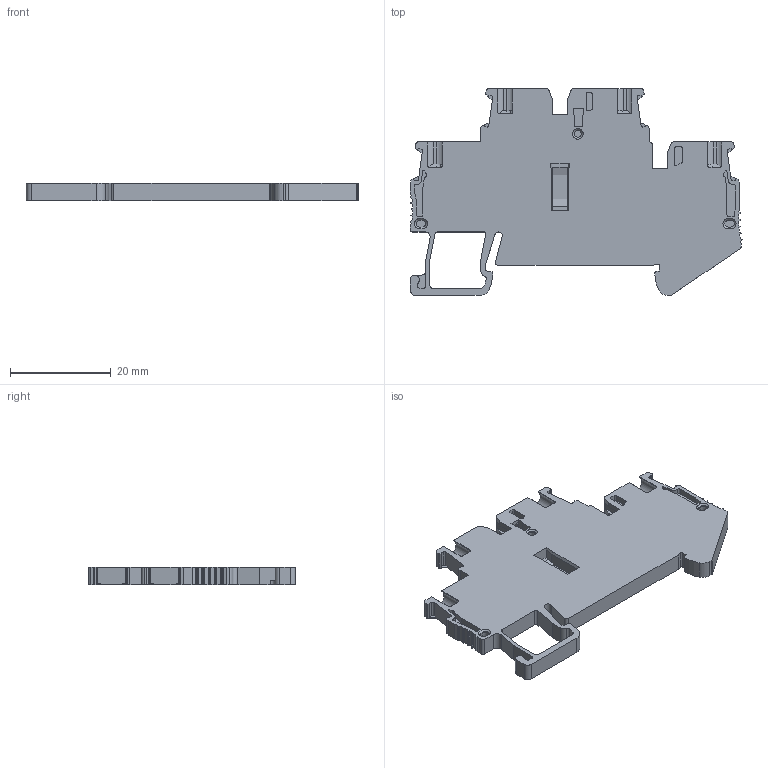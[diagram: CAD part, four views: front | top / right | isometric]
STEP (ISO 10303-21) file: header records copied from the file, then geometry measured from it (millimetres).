
FILE_DESCRIPTION((''),'2;1');
FILE_NAME('5YB580007_SW0001','2022-04-28T',('Administrator'),(''),'PRO/ENGINEER BY PARAMETRIC TECHNOLOGY CORPORATION, 2013230','PRO/ENGINEER BY PARAMETRIC TECHNOLOGY CORPORATION, 2013230','');
FILE_SCHEMA(('CONFIG_CONTROL_DESIGN'));
Length unit declared in the file: millimetre
Products named in the file (1): 5YB580007_SW0001
Bounding box: 66 x 41.1 x 3.5 mm (x, y, z)
Volume: 5664.4 mm3; surface area: 6278 mm2
Topology: 1 solids, 1 shells, 1000 faces, 2802 edges, 1825 vertices
Faces by surface type: plane 595, cylinder 330, bspline 42, torus 21, cone 12
Entity records: 35718 total; most frequent: CARTESIAN_POINT 8215, ORIENTED_EDGE 5604, DIRECTION 5172, EDGE_CURVE 2802, VECTOR 2028, LINE 2028, VERTEX_POINT 1825, AXIS2_PLACEMENT_3D 1572
